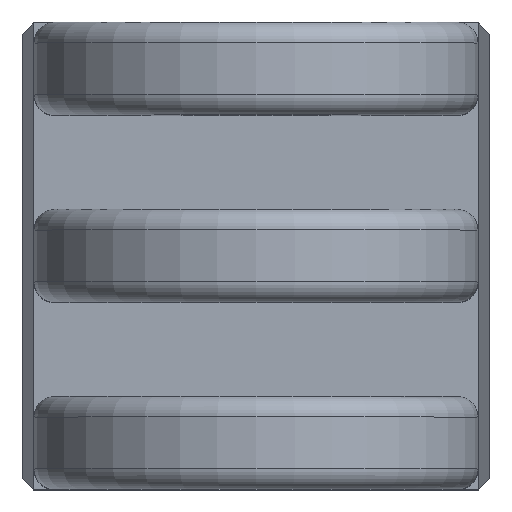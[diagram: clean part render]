
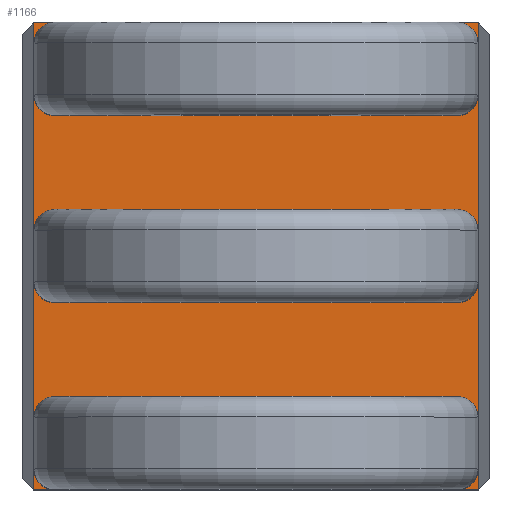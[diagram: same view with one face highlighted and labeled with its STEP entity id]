
A CAD part, top view. The second image highlights one B-rep face of the part: STEP entity #1166.
In plain terms, the highlighted planar face has unit normal (0, 0, 1).
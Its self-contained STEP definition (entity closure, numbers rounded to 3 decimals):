
#1047 = VERTEX_POINT('',#1048);
#1048 = CARTESIAN_POINT('',(-7.5,7.89,0.));
#1065 = VERTEX_POINT('',#1066);
#1066 = CARTESIAN_POINT('',(-7.5,-7.89,0.));
#1072 = EDGE_CURVE('',#1047,#1065,#1073,.T.);
#1073 = LINE('',#1074,#1075);
#1074 = CARTESIAN_POINT('',(-7.5,7.89,0.));
#1075 = VECTOR('',#1076,1.);
#1076 = DIRECTION('',(0.,-1.,0.));
#1096 = VERTEX_POINT('',#1097);
#1097 = CARTESIAN_POINT('',(7.5,-7.89,0.));
#1103 = EDGE_CURVE('',#1065,#1096,#1104,.T.);
#1104 = LINE('',#1105,#1106);
#1105 = CARTESIAN_POINT('',(-7.5,-7.89,0.));
#1106 = VECTOR('',#1107,1.);
#1107 = DIRECTION('',(1.,0.,0.));
#1127 = VERTEX_POINT('',#1128);
#1128 = CARTESIAN_POINT('',(7.5,7.89,0.));
#1134 = EDGE_CURVE('',#1096,#1127,#1135,.T.);
#1135 = LINE('',#1136,#1137);
#1136 = CARTESIAN_POINT('',(7.5,-7.89,0.));
#1137 = VECTOR('',#1138,1.);
#1138 = DIRECTION('',(0.,1.,0.));
#1156 = EDGE_CURVE('',#1127,#1047,#1157,.T.);
#1157 = LINE('',#1158,#1159);
#1158 = CARTESIAN_POINT('',(7.5,7.89,0.));
#1159 = VECTOR('',#1160,1.);
#1160 = DIRECTION('',(-1.,0.,0.));
#1166 = ADVANCED_FACE('',(#1167),#1173,.T.);
#1167 = FACE_BOUND('',#1168,.T.);
#1168 = EDGE_LOOP('',(#1169,#1170,#1171,#1172));
#1169 = ORIENTED_EDGE('',*,*,#1072,.T.);
#1170 = ORIENTED_EDGE('',*,*,#1103,.T.);
#1171 = ORIENTED_EDGE('',*,*,#1134,.T.);
#1172 = ORIENTED_EDGE('',*,*,#1156,.T.);
#1173 = PLANE('',#1174);
#1174 = AXIS2_PLACEMENT_3D('',#1175,#1176,#1177);
#1175 = CARTESIAN_POINT('',(0.,0.,0.));
#1176 = DIRECTION('',(0.,0.,1.));
#1177 = DIRECTION('',(1.,0.,0.));
